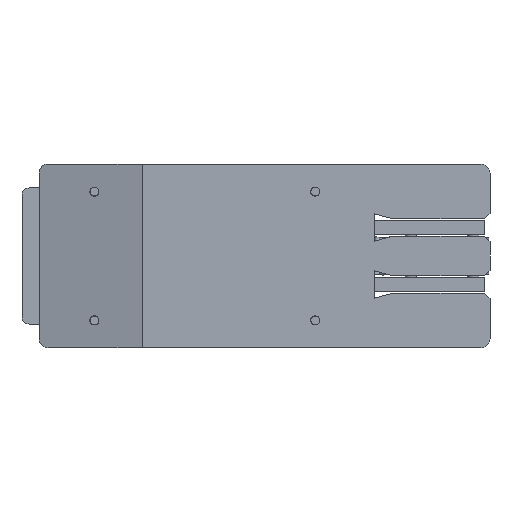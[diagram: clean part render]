
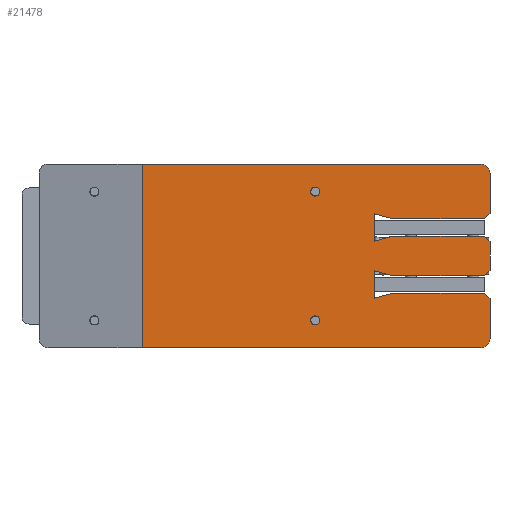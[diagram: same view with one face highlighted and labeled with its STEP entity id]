
A CAD part, front view. The second image highlights one B-rep face of the part: STEP entity #21478.
In plain terms, the highlighted face is planar.
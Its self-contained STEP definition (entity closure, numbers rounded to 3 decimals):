
#1252=FACE_BOUND('',#3345,.T.);
#1253=FACE_BOUND('',#3346,.T.);
#1459=PLANE('',#23155);
#2152=FACE_OUTER_BOUND('',#3344,.T.);
#3344=EDGE_LOOP('',(#14924,#14925,#14926,#14927,#14928,#14929,#14930,#14931,
#14932,#14933,#14934,#14935,#14936,#14937,#14938,#14939,#14940,#14941,#14942,
#14943,#14944,#14945));
#3345=EDGE_LOOP('',(#14946));
#3346=EDGE_LOOP('',(#14947));
#4739=LINE('',#29383,#6890);
#4740=LINE('',#29385,#6891);
#4741=LINE('',#29387,#6892);
#4742=LINE('',#29391,#6893);
#4743=LINE('',#29393,#6894);
#4744=LINE('',#29395,#6895);
#4745=LINE('',#29397,#6896);
#4746=LINE('',#29399,#6897);
#4747=LINE('',#29401,#6898);
#4748=LINE('',#29403,#6899);
#4749=LINE('',#29405,#6900);
#4750=LINE('',#29407,#6901);
#4751=LINE('',#29409,#6902);
#4752=LINE('',#29411,#6903);
#4753=LINE('',#29413,#6904);
#4754=LINE('',#29415,#6905);
#4755=LINE('',#29417,#6906);
#4756=LINE('',#29419,#6907);
#4757=LINE('',#29421,#6908);
#4758=LINE('',#29422,#6909);
#6890=VECTOR('',#24572,10.);
#6891=VECTOR('',#24573,10.);
#6892=VECTOR('',#24574,10.);
#6893=VECTOR('',#24577,10.);
#6894=VECTOR('',#24578,10.);
#6895=VECTOR('',#24579,10.);
#6896=VECTOR('',#24580,10.);
#6897=VECTOR('',#24581,10.);
#6898=VECTOR('',#24582,10.);
#6899=VECTOR('',#24583,10.);
#6900=VECTOR('',#24584,10.);
#6901=VECTOR('',#24585,10.);
#6902=VECTOR('',#24586,10.);
#6903=VECTOR('',#24587,10.);
#6904=VECTOR('',#24588,10.);
#6905=VECTOR('',#24589,10.);
#6906=VECTOR('',#24590,10.);
#6907=VECTOR('',#24591,10.);
#6908=VECTOR('',#24592,10.);
#6909=VECTOR('',#24593,10.);
#9035=CIRCLE('',#23147,2.459);
#9038=CIRCLE('',#23151,2.459);
#9039=CIRCLE('',#23153,5.);
#9041=CIRCLE('',#23156,5.);
#9445=VERTEX_POINT('',#29361);
#9448=VERTEX_POINT('',#29369);
#9449=VERTEX_POINT('',#29373);
#9450=VERTEX_POINT('',#29374);
#9453=VERTEX_POINT('',#29382);
#9454=VERTEX_POINT('',#29384);
#9455=VERTEX_POINT('',#29386);
#9456=VERTEX_POINT('',#29388);
#9457=VERTEX_POINT('',#29390);
#9458=VERTEX_POINT('',#29392);
#9459=VERTEX_POINT('',#29394);
#9460=VERTEX_POINT('',#29396);
#9461=VERTEX_POINT('',#29398);
#9462=VERTEX_POINT('',#29400);
#9463=VERTEX_POINT('',#29402);
#9464=VERTEX_POINT('',#29404);
#9465=VERTEX_POINT('',#29406);
#9466=VERTEX_POINT('',#29408);
#9467=VERTEX_POINT('',#29410);
#9468=VERTEX_POINT('',#29412);
#9469=VERTEX_POINT('',#29414);
#9470=VERTEX_POINT('',#29416);
#9471=VERTEX_POINT('',#29418);
#9472=VERTEX_POINT('',#29420);
#11639=EDGE_CURVE('',#9445,#9445,#9035,.T.);
#11643=EDGE_CURVE('',#9448,#9448,#9038,.T.);
#11644=EDGE_CURVE('',#9449,#9450,#9039,.T.);
#11648=EDGE_CURVE('',#9453,#9449,#4739,.T.);
#11649=EDGE_CURVE('',#9453,#9454,#4740,.T.);
#11650=EDGE_CURVE('',#9455,#9454,#4741,.T.);
#11651=EDGE_CURVE('',#9456,#9455,#9041,.T.);
#11652=EDGE_CURVE('',#9457,#9456,#4742,.T.);
#11653=EDGE_CURVE('',#9458,#9457,#4743,.T.);
#11654=EDGE_CURVE('',#9459,#9458,#4744,.T.);
#11655=EDGE_CURVE('',#9460,#9459,#4745,.T.);
#11656=EDGE_CURVE('',#9461,#9460,#4746,.T.);
#11657=EDGE_CURVE('',#9462,#9461,#4747,.T.);
#11658=EDGE_CURVE('',#9463,#9462,#4748,.T.);
#11659=EDGE_CURVE('',#9464,#9463,#4749,.T.);
#11660=EDGE_CURVE('',#9465,#9464,#4750,.T.);
#11661=EDGE_CURVE('',#9466,#9465,#4751,.T.);
#11662=EDGE_CURVE('',#9467,#9466,#4752,.T.);
#11663=EDGE_CURVE('',#9468,#9467,#4753,.T.);
#11664=EDGE_CURVE('',#9469,#9468,#4754,.T.);
#11665=EDGE_CURVE('',#9470,#9469,#4755,.T.);
#11666=EDGE_CURVE('',#9471,#9470,#4756,.T.);
#11667=EDGE_CURVE('',#9472,#9471,#4757,.T.);
#11668=EDGE_CURVE('',#9450,#9472,#4758,.T.);
#14924=ORIENTED_EDGE('',*,*,#11644,.F.);
#14925=ORIENTED_EDGE('',*,*,#11648,.F.);
#14926=ORIENTED_EDGE('',*,*,#11649,.T.);
#14927=ORIENTED_EDGE('',*,*,#11650,.F.);
#14928=ORIENTED_EDGE('',*,*,#11651,.F.);
#14929=ORIENTED_EDGE('',*,*,#11652,.F.);
#14930=ORIENTED_EDGE('',*,*,#11653,.F.);
#14931=ORIENTED_EDGE('',*,*,#11654,.F.);
#14932=ORIENTED_EDGE('',*,*,#11655,.F.);
#14933=ORIENTED_EDGE('',*,*,#11656,.F.);
#14934=ORIENTED_EDGE('',*,*,#11657,.F.);
#14935=ORIENTED_EDGE('',*,*,#11658,.F.);
#14936=ORIENTED_EDGE('',*,*,#11659,.F.);
#14937=ORIENTED_EDGE('',*,*,#11660,.F.);
#14938=ORIENTED_EDGE('',*,*,#11661,.F.);
#14939=ORIENTED_EDGE('',*,*,#11662,.F.);
#14940=ORIENTED_EDGE('',*,*,#11663,.F.);
#14941=ORIENTED_EDGE('',*,*,#11664,.F.);
#14942=ORIENTED_EDGE('',*,*,#11665,.F.);
#14943=ORIENTED_EDGE('',*,*,#11666,.F.);
#14944=ORIENTED_EDGE('',*,*,#11667,.F.);
#14945=ORIENTED_EDGE('',*,*,#11668,.F.);
#14946=ORIENTED_EDGE('',*,*,#11639,.T.);
#14947=ORIENTED_EDGE('',*,*,#11643,.T.);
#21478=ADVANCED_FACE('',(#2152,#1252,#1253),#1459,.F.);
#23147=AXIS2_PLACEMENT_3D('',#29363,#24551,#24552);
#23151=AXIS2_PLACEMENT_3D('',#29371,#24560,#24561);
#23153=AXIS2_PLACEMENT_3D('',#29375,#24564,#24565);
#23155=AXIS2_PLACEMENT_3D('',#29381,#24570,#24571);
#23156=AXIS2_PLACEMENT_3D('',#29389,#24575,#24576);
#24551=DIRECTION('center_axis',(0.,0.,1.));
#24552=DIRECTION('ref_axis',(1.,0.,0.));
#24560=DIRECTION('center_axis',(0.,0.,1.));
#24561=DIRECTION('ref_axis',(1.,0.,0.));
#24564=DIRECTION('center_axis',(0.,0.,1.));
#24565=DIRECTION('ref_axis',(-0.707,-0.707,0.));
#24570=DIRECTION('center_axis',(0.,0.,1.));
#24571=DIRECTION('ref_axis',(1.,0.,0.));
#24572=DIRECTION('',(0.,-1.,0.));
#24573=DIRECTION('',(1.,0.,0.));
#24574=DIRECTION('',(0.,1.,0.));
#24575=DIRECTION('center_axis',(0.,0.,1.));
#24576=DIRECTION('ref_axis',(0.707,-0.707,0.));
#24577=DIRECTION('',(1.,0.,0.));
#24578=DIRECTION('',(0.707,-0.707,0.));
#24579=DIRECTION('',(0.,-1.,0.));
#24580=DIRECTION('',(-0.259,-0.966,0.));
#24581=DIRECTION('',(1.,0.,0.));
#24582=DIRECTION('',(-0.259,0.966,0.));
#24583=DIRECTION('',(0.,1.,0.));
#24584=DIRECTION('',(0.707,0.707,0.));
#24585=DIRECTION('',(1.,0.,0.));
#24586=DIRECTION('',(0.707,-0.707,0.));
#24587=DIRECTION('',(0.,-1.,0.));
#24588=DIRECTION('',(-0.259,-0.966,0.));
#24589=DIRECTION('',(1.,0.,0.));
#24590=DIRECTION('',(-0.259,0.966,0.));
#24591=DIRECTION('',(0.,1.,0.));
#24592=DIRECTION('',(0.707,0.707,0.));
#24593=DIRECTION('',(1.,0.,0.));
#29361=CARTESIAN_POINT('',(32.542,95.,-20.));
#29363=CARTESIAN_POINT('Origin',(35.,95.,-20.));
#29369=CARTESIAN_POINT('',(-37.459,95.,-20.));
#29371=CARTESIAN_POINT('Origin',(-35.,95.,-20.));
#29373=CARTESIAN_POINT('',(-50.,5.,-20.));
#29374=CARTESIAN_POINT('',(-45.,0.,-20.));
#29375=CARTESIAN_POINT('Origin',(-45.,5.,-20.));
#29381=CARTESIAN_POINT('Origin',(0.,98.956,
-20.));
#29382=CARTESIAN_POINT('',(-50.,189.019,-20.));
#29383=CARTESIAN_POINT('',(-50.,0.,-20.));
#29384=CARTESIAN_POINT('',(50.,189.019,-20.));
#29385=CARTESIAN_POINT('',(25.,189.019,-20.));
#29386=CARTESIAN_POINT('',(50.,5.,-20.));
#29387=CARTESIAN_POINT('',(50.,245.,-20.));
#29388=CARTESIAN_POINT('',(45.,0.,-20.));
#29389=CARTESIAN_POINT('Origin',(45.,5.,-20.));
#29390=CARTESIAN_POINT('',(23.25,0.,-20.));
#29391=CARTESIAN_POINT('',(50.,0.,-20.));
#29392=CARTESIAN_POINT('',(20.25,3.,-20.));
#29393=CARTESIAN_POINT('',(-8.052,31.302,-20.));
#29394=CARTESIAN_POINT('',(20.25,53.,-20.));
#29395=CARTESIAN_POINT('',(20.25,0.,-20.));
#29396=CARTESIAN_POINT('',(22.929,63.,-20.));
#29397=CARTESIAN_POINT('',(20.25,53.,-20.));
#29398=CARTESIAN_POINT('',(8.071,63.,-20.));
#29399=CARTESIAN_POINT('',(22.929,63.,-20.));
#29400=CARTESIAN_POINT('',(10.75,53.,-20.));
#29401=CARTESIAN_POINT('',(8.071,63.,-20.));
#29402=CARTESIAN_POINT('',(10.75,3.,-20.));
#29403=CARTESIAN_POINT('',(10.75,53.,-20.));
#29404=CARTESIAN_POINT('',(7.75,0.,-20.));
#29405=CARTESIAN_POINT('',(31.302,23.552,-20.));
#29406=CARTESIAN_POINT('',(-7.75,0.,-20.));
#29407=CARTESIAN_POINT('',(10.75,0.,-20.));
#29408=CARTESIAN_POINT('',(-10.75,3.,-20.));
#29409=CARTESIAN_POINT('',(-31.302,23.552,-20.));
#29410=CARTESIAN_POINT('',(-10.75,53.,-20.));
#29411=CARTESIAN_POINT('',(-10.75,0.,-20.));
#29412=CARTESIAN_POINT('',(-8.071,63.,-20.));
#29413=CARTESIAN_POINT('',(-10.75,53.,-20.));
#29414=CARTESIAN_POINT('',(-22.929,63.,-20.));
#29415=CARTESIAN_POINT('',(-8.071,63.,-20.));
#29416=CARTESIAN_POINT('',(-20.25,53.,-20.));
#29417=CARTESIAN_POINT('',(-22.929,63.,-20.));
#29418=CARTESIAN_POINT('',(-20.25,3.,-20.));
#29419=CARTESIAN_POINT('',(-20.25,53.,-20.));
#29420=CARTESIAN_POINT('',(-23.25,0.,-20.));
#29421=CARTESIAN_POINT('',(8.052,31.302,-20.));
#29422=CARTESIAN_POINT('',(-20.25,0.,-20.));
